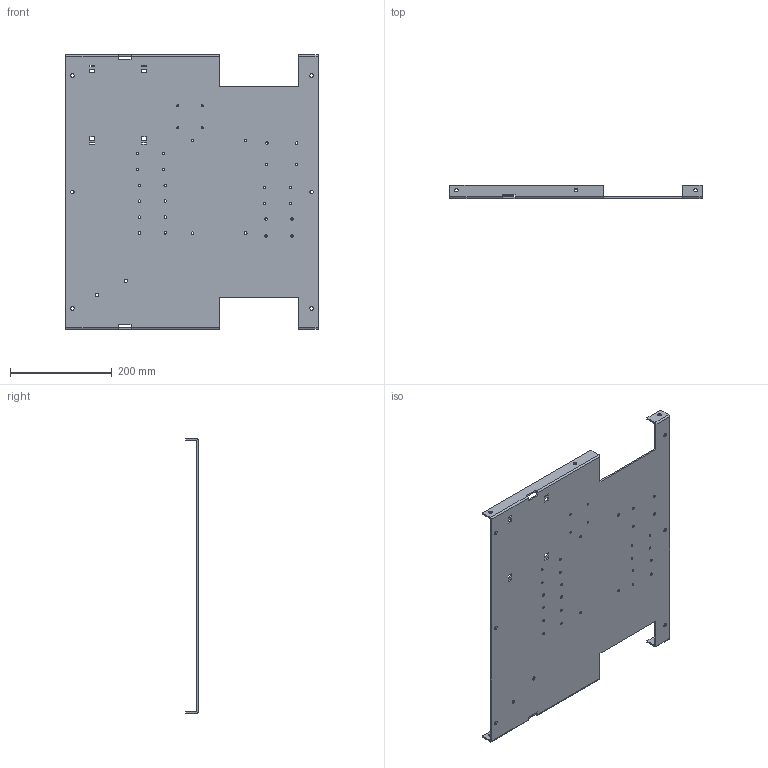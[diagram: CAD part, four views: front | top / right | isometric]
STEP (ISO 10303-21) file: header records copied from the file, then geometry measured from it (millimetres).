
FILE_DESCRIPTION(/* description */ (''),/* implementation_level */ '2;1');
FILE_NAME(/* name */ 'BellyPan.stp',/* time_stamp */ '2017-01-22T16:08:30-05:00',/* author */ ('hamblettk'),/* organization */ (''),/* preprocessor_version */ 'ST-DEVELOPER v16.1',/* originating_system */ 'Autodesk Inventor 2016',/* authorisation */ '');
FILE_SCHEMA (('AUTOMOTIVE_DESIGN { 1 0 10303 214 3 1 1 }'));
Length unit declared in the file: inch
Products named in the file (1): BellyPan2
Bounding box: 495.3 x 25.4 x 539.75 mm (x, y, z)
Volume: 827128.9 mm3; surface area: 530989.9 mm2
Topology: 1 solids, 1 shells, 124 faces, 375 edges, 249 vertices
Faces by surface type: plane 62, cylinder 42, bspline 20
Full cylindrical faces by diameter (mm): 3.81 x4, 4.499 x1, 4.826 x1, 5 x4, 5.026 x4, 5.334 x4, 7.137 x12
Entity records: 4658 total; most frequent: CARTESIAN_POINT 1177, ORIENTED_EDGE 688, DIRECTION 646, EDGE_CURVE 344, EDGE_LOOP 262, VERTEX_POINT 248, AXIS2_PLACEMENT_3D 221, LINE 204
